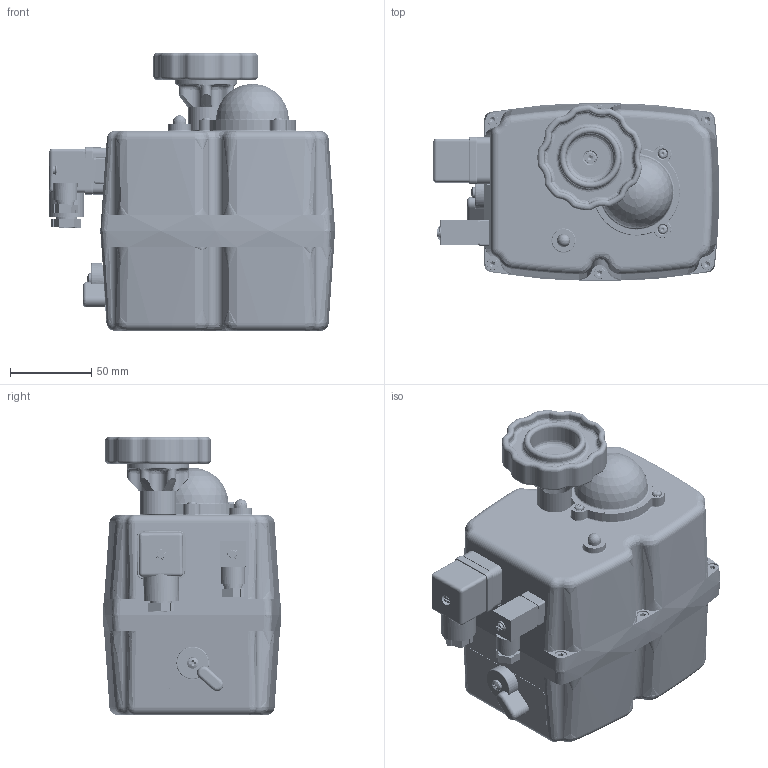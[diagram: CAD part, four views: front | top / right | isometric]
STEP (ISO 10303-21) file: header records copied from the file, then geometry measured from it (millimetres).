
FILE_DESCRIPTION( ( 'STEP AP214' ), '1' );
FILE_NAME( 'tmp0.stp', '2013-09-27T10:27:55', ( ' ' ), ( ' ' ), 'XStep 1.0', ' ', ' ' );
FILE_SCHEMA( ( 'automotive_design' ) );
Length unit declared in the file: millimetre
Products named in the file (56): 4449; 444D; 4451; 4455; 4459; 445D; 4463; 45FE; 4602; 4606; 460A; 460E; 4612; 4616; 6B9; 1BAE; 1EBE; 2354; 29E1; 2DDD; 337A; 357A; 4077; 4276; 479A; 4CB3; 4D18; 4D86; 5513; 589D; 5C40; 5D55; 5DA7; 5E00; 5E5A; 5EB5; 5F11; 10975; 1097E; 1097A ...
Bounding box: 176.14 x 110 x 171.1 mm (x, y, z)
Volume: 504986.2 mm3; surface area: 272251.5 mm2
Topology: 56 solids, 56 shells, 4885 faces, 11974 edges, 7239 vertices
Faces by surface type: cylinder 1589, plane 1133, cone 1112, torus 606, bspline 321, sphere 124
Entity records: 318651 total; most frequent: CARTESIAN_POINT 66550, DIRECTION 26193, STYLED_ITEM 24026, PRESENTATION_STYLE_ASSIGNMENT 24026, COLOUR_RGB 24026, ORIENTED_EDGE 23692, EDGE_CURVE 11846, CURVE_STYLE 11846
